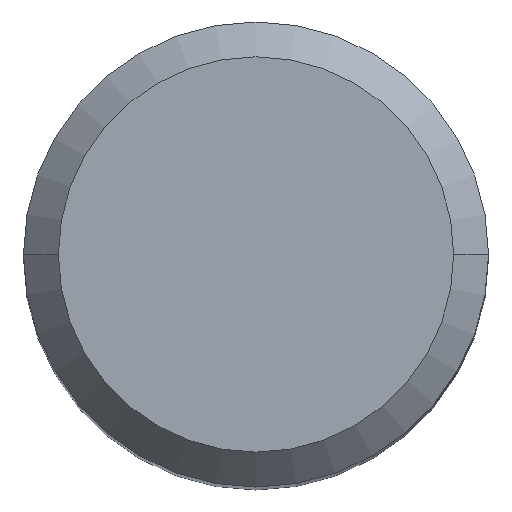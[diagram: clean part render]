
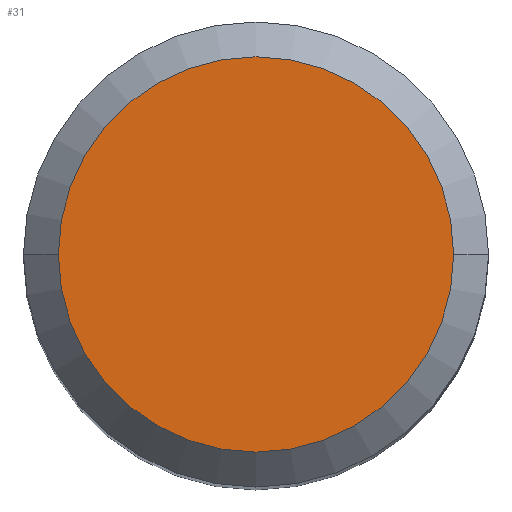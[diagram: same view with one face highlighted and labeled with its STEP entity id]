
A CAD part, top view. The second image highlights one B-rep face of the part: STEP entity #31.
In plain terms, the highlighted planar face has unit normal (0, 0, 1).
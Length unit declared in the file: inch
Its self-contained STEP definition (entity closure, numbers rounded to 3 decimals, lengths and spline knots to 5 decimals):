
#7 = DIRECTION ( 'NONE',  ( 0., 0., 1. ) ) ;
#31 = ADVANCED_FACE ( 'NONE', ( #246 ), #324, .F. ) ;
#37 = DIRECTION ( 'NONE',  ( 1., 0., 0. ) ) ;
#42 = AXIS2_PLACEMENT_3D ( 'NONE', #344, #7, #37 ) ;
#54 = DIRECTION ( 'NONE',  ( 0., 0., 1. ) ) ;
#115 = EDGE_LOOP ( 'NONE', ( #417, #221 ) ) ;
#168 = CARTESIAN_POINT ( 'NONE',  ( -0.20077, 0., 0. ) ) ;
#178 = DIRECTION ( 'NONE',  ( 0., 0., -1. ) ) ;
#221 = ORIENTED_EDGE ( 'NONE', *, *, #432, .T. ) ;
#224 = CIRCLE ( 'NONE', #308, 0.20077 ) ;
#234 = AXIS2_PLACEMENT_3D ( 'NONE', #473, #178, #400 ) ;
#246 = FACE_OUTER_BOUND ( 'NONE', #115, .T. ) ;
#248 = CARTESIAN_POINT ( 'NONE',  ( 0., 0., 0. ) ) ;
#306 = CARTESIAN_POINT ( 'NONE',  ( 0.20077, 0., 0. ) ) ;
#308 = AXIS2_PLACEMENT_3D ( 'NONE', #248, #54, #420 ) ;
#312 = VERTEX_POINT ( 'NONE', #306 ) ;
#324 = PLANE ( 'NONE',  #234 ) ;
#344 = CARTESIAN_POINT ( 'NONE',  ( 0., 0., 0. ) ) ;
#352 = EDGE_CURVE ( 'NONE', #388, #312, #224, .T. ) ;
#388 = VERTEX_POINT ( 'NONE', #168 ) ;
#400 = DIRECTION ( 'NONE',  ( -1., 0., 0. ) ) ;
#417 = ORIENTED_EDGE ( 'NONE', *, *, #352, .T. ) ;
#420 = DIRECTION ( 'NONE',  ( 1., 0., 0. ) ) ;
#432 = EDGE_CURVE ( 'NONE', #312, #388, #467, .T. ) ;
#467 = CIRCLE ( 'NONE', #42, 0.20077 ) ;
#473 = CARTESIAN_POINT ( 'NONE',  ( 0., 0., 0. ) ) ;
